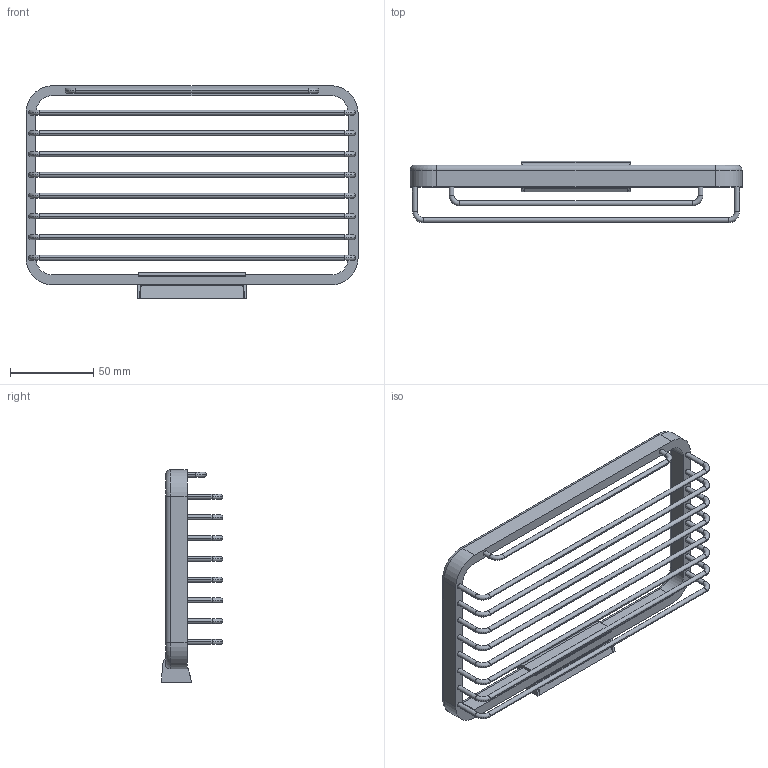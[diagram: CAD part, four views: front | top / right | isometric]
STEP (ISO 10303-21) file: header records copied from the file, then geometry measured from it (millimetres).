
FILE_DESCRIPTION((''),'2;1');
FILE_NAME('551G_ASM','2022-01-13T11:14:17',('rsmith'),(''),'CREO PARAMETRIC BY PTC INC, 2018400','CREO PARAMETRIC BY PTC INC, 2018400','');
FILE_SCHEMA(('AUTOMOTIVE_DESIGN { 1 0 10303 214 1 1 1 1 }'));
Length unit declared in the file: inch
Products named in the file (5): 55XX; 55XC; 55CC_ASM; 7-780; 551G_ASM
Assembly tree (4 placements, depth 3):
  551G_ASM
    55CC_ASM
      55XX
      55XC
    7-780
Bounding box: 200 x 37.14 x 127.99 mm (x, y, z)
Volume: 64428.2 mm3; surface area: 48507.2 mm2
Topology: 3 solids, 3 shells, 189 faces, 439 edges, 260 vertices
Faces by surface type: cylinder 90, plane 43, torus 40, cone 12, bspline 4
Entity records: 7017 total; most frequent: CARTESIAN_POINT 1309, DIRECTION 1021, ORIENTED_EDGE 878, EDGE_CURVE 439, AXIS2_PLACEMENT_3D 416, PRESENTATION_STYLE_ASSIGNMENT 283, STYLED_ITEM 283, CURVE_STYLE 282
